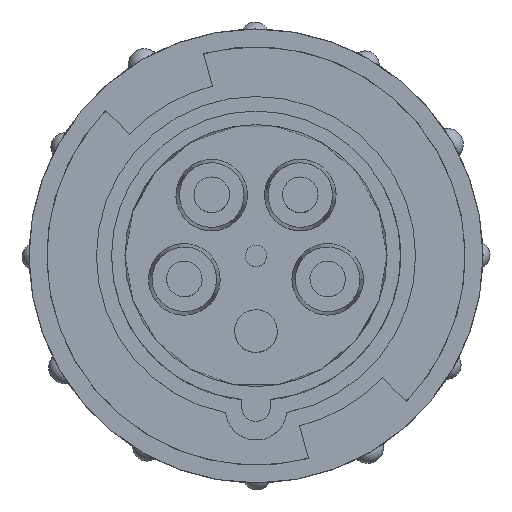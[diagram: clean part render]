
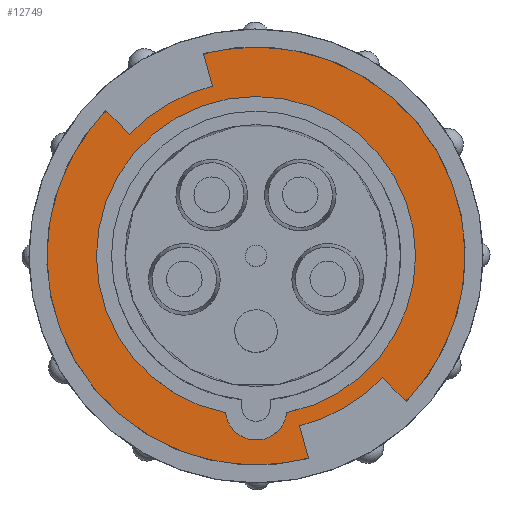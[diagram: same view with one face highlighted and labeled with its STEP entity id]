
A CAD part, top view. The second image highlights one B-rep face of the part: STEP entity #12749.
In plain terms, the highlighted planar face has unit normal (0, 0, 1).
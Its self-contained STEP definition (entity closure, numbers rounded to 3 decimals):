
#94 = DIRECTION ( 'NONE',  ( 1., 0., 0. ) ) ;
#145 = ORIENTED_EDGE ( 'NONE', *, *, #6813, .T. ) ;
#1871 = VERTEX_POINT ( 'NONE', #23548 ) ;
#2141 = VERTEX_POINT ( 'NONE', #30043 ) ;
#2527 = EDGE_CURVE ( 'NONE', #10580, #1871, #20105, .T. ) ;
#3621 = DIRECTION ( 'NONE',  ( 0., 0., -1. ) ) ;
#4014 = CARTESIAN_POINT ( 'NONE',  ( -8.604, -44.17, 72.75 ) ) ;
#4995 = ORIENTED_EDGE ( 'NONE', *, *, #12000, .T. ) ;
#5203 = AXIS2_PLACEMENT_3D ( 'NONE', #30006, #3621, #21923 ) ;
#6813 = EDGE_CURVE ( 'NONE', #32075, #2141, #12889, .T. ) ;
#8405 = ORIENTED_EDGE ( 'NONE', *, *, #27365, .F. ) ;
#8886 = FACE_OUTER_BOUND ( 'NONE', #26051, .T. ) ;
#9222 = FACE_BOUND ( 'NONE', #23463, .T. ) ;
#10559 = CARTESIAN_POINT ( 'NONE',  ( 0., 0., 72.75 ) ) ;
#10580 = VERTEX_POINT ( 'NONE', #30176 ) ;
#10943 = AXIS2_PLACEMENT_3D ( 'NONE', #32666, #11747, #11409 ) ;
#11289 = CARTESIAN_POINT ( 'NONE',  ( 0., 0., 72.75 ) ) ;
#11409 = DIRECTION ( 'NONE',  ( -1., -0.001, 0. ) ) ;
#11747 = DIRECTION ( 'NONE',  ( 0., 0., -1. ) ) ;
#11945 = CIRCLE ( 'NONE', #32369, 59. ) ;
#12000 = EDGE_CURVE ( 'NONE', #28873, #32075, #29580, .T. ) ;
#12023 = AXIS2_PLACEMENT_3D ( 'NONE', #14092, #19652, #22242 ) ;
#12584 = CIRCLE ( 'NONE', #10943, 8.7 ) ;
#12749 = ADVANCED_FACE ( 'NONE', ( #8886, #9222 ), #22222, .T. ) ;
#12889 = CIRCLE ( 'NONE', #17331, 45. ) ;
#13764 = DIRECTION ( 'NONE',  ( -1., -0.001, 0. ) ) ;
#14092 = CARTESIAN_POINT ( 'NONE',  ( 0., 0., 72.75 ) ) ;
#16369 = ORIENTED_EDGE ( 'NONE', *, *, #2527, .F. ) ;
#17331 = AXIS2_PLACEMENT_3D ( 'NONE', #10559, #21294, #18697 ) ;
#18697 = DIRECTION ( 'NONE',  ( -1., -0.001, 0. ) ) ;
#19310 = DIRECTION ( 'NONE',  ( 0., 0., -1. ) ) ;
#19566 = VERTEX_POINT ( 'NONE', #4014 ) ;
#19652 = DIRECTION ( 'NONE',  ( 0., 0., -1. ) ) ;
#19879 = CARTESIAN_POINT ( 'NONE',  ( 45., 0.044, 72.75 ) ) ;
#20105 = CIRCLE ( 'NONE', #5203, 59. ) ;
#20698 = EDGE_CURVE ( 'NONE', #2141, #19566, #12584, .T. ) ;
#21294 = DIRECTION ( 'NONE',  ( 0., 0., -1. ) ) ;
#21923 = DIRECTION ( 'NONE',  ( 1., 0., 0. ) ) ;
#22129 = AXIS2_PLACEMENT_3D ( 'NONE', #30460, #28068, #30120 ) ;
#22222 = PLANE ( 'NONE',  #22129 ) ;
#22242 = DIRECTION ( 'NONE',  ( -1., -0.001, 0. ) ) ;
#23463 = EDGE_LOOP ( 'NONE', ( #30868, #4995, #145, #27876 ) ) ;
#23548 = CARTESIAN_POINT ( 'NONE',  ( 59., 0., 72.75 ) ) ;
#23747 = DIRECTION ( 'NONE',  ( 0., 0., -1. ) ) ;
#24062 = CARTESIAN_POINT ( 'NONE',  ( -45., -0.044, 72.75 ) ) ;
#25291 = CIRCLE ( 'NONE', #12023, 45. ) ;
#26051 = EDGE_LOOP ( 'NONE', ( #16369, #8405 ) ) ;
#27170 = EDGE_CURVE ( 'NONE', #19566, #28873, #25291, .T. ) ;
#27365 = EDGE_CURVE ( 'NONE', #1871, #10580, #11945, .T. ) ;
#27876 = ORIENTED_EDGE ( 'NONE', *, *, #20698, .T. ) ;
#28068 = DIRECTION ( 'NONE',  ( 0., 0., 1. ) ) ;
#28873 = VERTEX_POINT ( 'NONE', #24062 ) ;
#29580 = CIRCLE ( 'NONE', #30132, 45. ) ;
#29818 = CARTESIAN_POINT ( 'NONE',  ( 0., 0., 72.75 ) ) ;
#30006 = CARTESIAN_POINT ( 'NONE',  ( 0., 0., 72.75 ) ) ;
#30043 = CARTESIAN_POINT ( 'NONE',  ( 8.69, -44.153, 72.75 ) ) ;
#30120 = DIRECTION ( 'NONE',  ( 1., 0., 0. ) ) ;
#30132 = AXIS2_PLACEMENT_3D ( 'NONE', #29818, #19310, #13764 ) ;
#30176 = CARTESIAN_POINT ( 'NONE',  ( -59., 0., 72.75 ) ) ;
#30460 = CARTESIAN_POINT ( 'NONE',  ( 0., 40.75, 72.75 ) ) ;
#30868 = ORIENTED_EDGE ( 'NONE', *, *, #27170, .T. ) ;
#32075 = VERTEX_POINT ( 'NONE', #19879 ) ;
#32369 = AXIS2_PLACEMENT_3D ( 'NONE', #11289, #23747, #94 ) ;
#32666 = CARTESIAN_POINT ( 'NONE',  ( 0.042, -43.2, 72.75 ) ) ;
